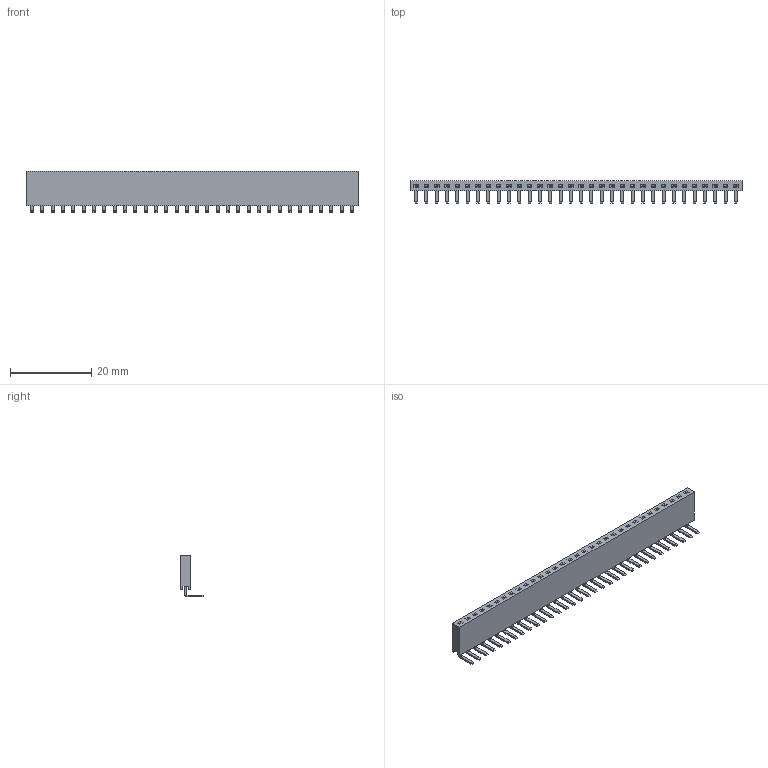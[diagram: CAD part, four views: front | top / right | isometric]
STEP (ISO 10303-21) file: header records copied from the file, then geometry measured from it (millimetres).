
FILE_DESCRIPTION( ( 'Unknown' ), '1' );
FILE_NAME( '613032143121.stp', 'Unknown', ( 'Unknown' ), ( 'Unknown' ), 'PSStep 14.0', 'Unknown', ' ' );
FILE_SCHEMA( ( 'AUTOMOTIVE_DESIGN { 1 0 10303 214 1 1 1 1 }' ) );
Length unit declared in the file: millimetre
Products named in the file (3): Assem1; 61303211821; 6130xx143121_PIN
Assembly tree (33 placements, depth 2):
  Assem1
    61303211821
    6130xx143121_PIN  x32
Bounding box: 81.78 x 5.59 x 10.3 mm (x, y, z)
Volume: 1606.9 mm3; surface area: 4322.1 mm2
Topology: 33 solids, 33 shells, 1386 faces, 3704 edges, 2384 vertices
Faces by surface type: plane 1194, cylinder 128, extrusion 64
Entity records: 16609 total; most frequent: CARTESIAN_POINT 2330, ORIENTED_EDGE 2262, DIRECTION 2051, EDGE_CURVE 1131, VECTOR 1121, LINE 1119, VERTEX_POINT 710, EDGE_LOOP 489
